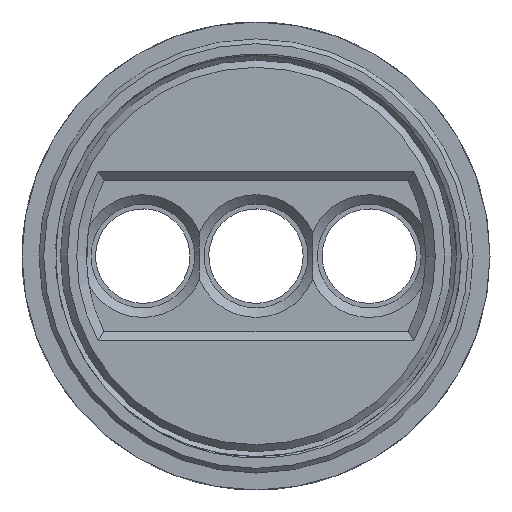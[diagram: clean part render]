
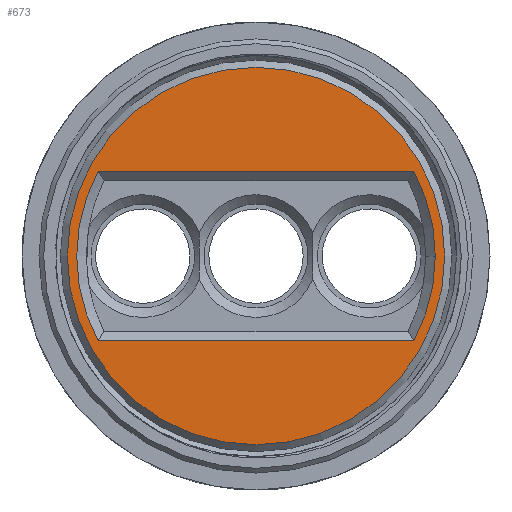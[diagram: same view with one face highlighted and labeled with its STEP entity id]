
A CAD part, top view. The second image highlights one B-rep face of the part: STEP entity #673.
In plain terms, the highlighted planar face has unit normal (0, 0, 1).
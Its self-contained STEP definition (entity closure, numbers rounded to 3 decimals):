
#603=CARTESIAN_POINT('',(0.,-0.,20.5));
#604=DIRECTION('',(0.,0.,1.));
#605=DIRECTION('',(-1.,0.,0.));
#606=AXIS2_PLACEMENT_3D('',#603,#604,#605);
#607=PLANE('',#606);
#608=CARTESIAN_POINT('',(33.267,109.,20.5));
#609=VERTEX_POINT('',#608);
#610=CARTESIAN_POINT('',(66.733,109.,20.5));
#611=VERTEX_POINT('',#610);
#612=CARTESIAN_POINT('',(33.267,109.,20.5));
#613=DIRECTION('',(1.,0.,-0.));
#614=VECTOR('',#613,33.466);
#615=LINE('',#612,#614);
#616=EDGE_CURVE('',#609,#611,#615,.T.);
#617=ORIENTED_EDGE('',*,*,#616,.T.);
#618=CARTESIAN_POINT('',(69.,100.,20.5));
#619=VERTEX_POINT('',#618);
#620=CARTESIAN_POINT('',(50.,100.,20.5));
#621=DIRECTION('',(-0.,-0.,-1.));
#622=DIRECTION('',(1.,0.,-0.));
#623=AXIS2_PLACEMENT_3D('',#620,#621,#622);
#624=CIRCLE('',#623,19.);
#625=EDGE_CURVE('',#611,#619,#624,.T.);
#626=ORIENTED_EDGE('',*,*,#625,.T.);
#627=CARTESIAN_POINT('',(66.733,91.,20.5));
#628=VERTEX_POINT('',#627);
#629=CARTESIAN_POINT('',(50.,100.,20.5));
#630=DIRECTION('',(-0.,-0.,-1.));
#631=DIRECTION('',(1.,0.,-0.));
#632=AXIS2_PLACEMENT_3D('',#629,#630,#631);
#633=CIRCLE('',#632,19.);
#634=EDGE_CURVE('',#619,#628,#633,.T.);
#635=ORIENTED_EDGE('',*,*,#634,.T.);
#636=CARTESIAN_POINT('',(33.267,91.,20.5));
#637=VERTEX_POINT('',#636);
#638=CARTESIAN_POINT('',(66.733,91.,20.5));
#639=DIRECTION('',(-1.,0.,0.));
#640=VECTOR('',#639,33.466);
#641=LINE('',#638,#640);
#642=EDGE_CURVE('',#628,#637,#641,.T.);
#643=ORIENTED_EDGE('',*,*,#642,.T.);
#644=CARTESIAN_POINT('',(50.,100.,20.5));
#645=DIRECTION('',(-0.,-0.,-1.));
#646=DIRECTION('',(1.,0.,-0.));
#647=AXIS2_PLACEMENT_3D('',#644,#645,#646);
#648=CIRCLE('',#647,19.);
#649=EDGE_CURVE('',#637,#609,#648,.T.);
#650=ORIENTED_EDGE('',*,*,#649,.T.);
#651=EDGE_LOOP('',(#617,#626,#635,#643,#650));
#652=FACE_BOUND('',#651,.T.);
#653=CARTESIAN_POINT('',(70.,100.,20.5));
#654=VERTEX_POINT('',#653);
#655=CARTESIAN_POINT('',(30.,100.,20.5));
#656=VERTEX_POINT('',#655);
#657=CARTESIAN_POINT('',(50.,100.,20.5));
#658=DIRECTION('',(0.,0.,1.));
#659=DIRECTION('',(1.,0.,-0.));
#660=AXIS2_PLACEMENT_3D('',#657,#658,#659);
#661=CIRCLE('',#660,20.);
#662=EDGE_CURVE('',#654,#656,#661,.T.);
#663=ORIENTED_EDGE('',*,*,#662,.T.);
#664=CARTESIAN_POINT('',(50.,100.,20.5));
#665=DIRECTION('',(0.,0.,1.));
#666=DIRECTION('',(1.,0.,-0.));
#667=AXIS2_PLACEMENT_3D('',#664,#665,#666);
#668=CIRCLE('',#667,20.);
#669=EDGE_CURVE('',#656,#654,#668,.T.);
#670=ORIENTED_EDGE('',*,*,#669,.T.);
#671=EDGE_LOOP('',(#663,#670));
#672=FACE_BOUND('',#671,.T.);
#673=ADVANCED_FACE('',(#652,#672),#607,.T.);
